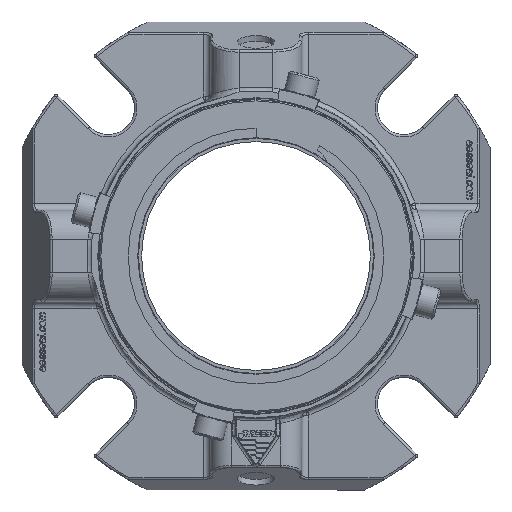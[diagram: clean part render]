
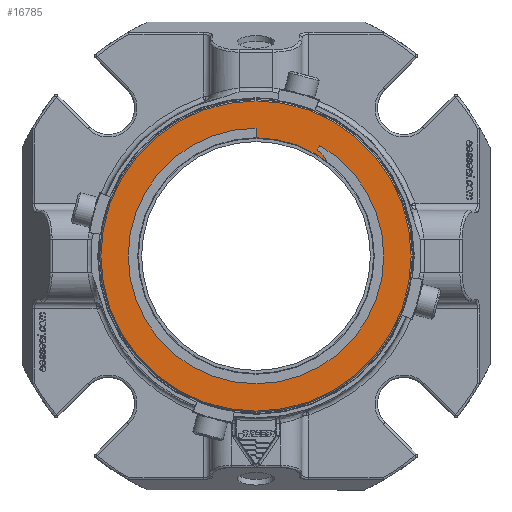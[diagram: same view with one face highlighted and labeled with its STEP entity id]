
A CAD part, left-side view. The second image highlights one B-rep face of the part: STEP entity #16785.
In plain terms, the highlighted planar face has unit normal (-1, 0, 0).
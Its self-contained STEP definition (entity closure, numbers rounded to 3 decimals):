
#1953=LINE('',#35021,#3001);
#1954=LINE('',#35028,#3002);
#3001=VECTOR('',#22649,1000.);
#3002=VECTOR('',#22654,1000.);
#3411=PLANE('',#18403);
#8317=ORIENTED_EDGE('',*,*,#10840,.F.);
#8318=ORIENTED_EDGE('',*,*,#10841,.F.);
#8319=ORIENTED_EDGE('',*,*,#10842,.T.);
#8320=ORIENTED_EDGE('',*,*,#10843,.F.);
#8321=ORIENTED_EDGE('',*,*,#10844,.T.);
#8322=ORIENTED_EDGE('',*,*,#10839,.T.);
#10839=EDGE_CURVE('',#12429,#12429,#13237,.T.);
#10840=EDGE_CURVE('',#12430,#12431,#1953,.T.);
#10841=EDGE_CURVE('',#12432,#12430,#13238,.T.);
#10842=EDGE_CURVE('',#12432,#12433,#13239,.T.);
#10843=EDGE_CURVE('',#12434,#12433,#1954,.T.);
#10844=EDGE_CURVE('',#12434,#12431,#13240,.F.);
#12429=VERTEX_POINT('',#35019);
#12430=VERTEX_POINT('',#35022);
#12431=VERTEX_POINT('',#35023);
#12432=VERTEX_POINT('',#35025);
#12433=VERTEX_POINT('',#35027);
#12434=VERTEX_POINT('',#35029);
#13237=CIRCLE('',#18402,64.58);
#13238=CIRCLE('',#18404,48.412);
#13239=CIRCLE('',#18405,9.525);
#13240=CIRCLE('',#18406,53.188);
#14335=EDGE_LOOP('',(#8317,#8318,#8319,#8320,#8321));
#14336=EDGE_LOOP('',(#8322));
#15453=FACE_BOUND('',#14335,.T.);
#15454=FACE_BOUND('',#14336,.T.);
#16785=ADVANCED_FACE('',(#15453,#15454),#3411,.T.);
#18402=AXIS2_PLACEMENT_3D('',#35018,#22645,#22646);
#18403=AXIS2_PLACEMENT_3D('',#35020,#22647,#22648);
#18404=AXIS2_PLACEMENT_3D('',#35024,#22650,#22651);
#18405=AXIS2_PLACEMENT_3D('',#35026,#22652,#22653);
#18406=AXIS2_PLACEMENT_3D('',#35030,#22655,#22656);
#22645=DIRECTION('',(-1.,0.,0.));
#22646=DIRECTION('',(0.,0.,1.));
#22647=DIRECTION('',(-1.,0.,0.));
#22648=DIRECTION('',(0.,0.,1.));
#22649=DIRECTION('',(0.,0.,1.));
#22650=DIRECTION('',(-1.,0.,0.));
#22651=DIRECTION('',(0.,0.,1.));
#22652=DIRECTION('',(-1.,0.,0.));
#22653=DIRECTION('',(0.,0.,1.));
#22654=DIRECTION('',(0.,0.5,-0.866));
#22655=DIRECTION('',(-1.,0.,0.));
#22656=DIRECTION('',(0.,0.,1.));
#35018=CARTESIAN_POINT('',(-103.505,0.,0.));
#35019=CARTESIAN_POINT('',(-103.505,0.,64.58));
#35020=CARTESIAN_POINT('',(-103.505,0.,-65.088));
#35021=CARTESIAN_POINT('',(-103.505,0.,48.412));
#35022=CARTESIAN_POINT('',(-103.505,0.,48.412));
#35023=CARTESIAN_POINT('',(-103.505,0.,53.188));
#35024=CARTESIAN_POINT('',(-103.505,0.,0.));
#35025=CARTESIAN_POINT('',(-103.505,-29.866,38.102));
#35026=CARTESIAN_POINT('',(-103.505,-20.638,35.745));
#35027=CARTESIAN_POINT('',(-103.505,-25.4,43.994));
#35028=CARTESIAN_POINT('',(-103.505,-26.594,46.062));
#35029=CARTESIAN_POINT('',(-103.505,-26.594,46.062));
#35030=CARTESIAN_POINT('',(-103.505,0.,0.));
